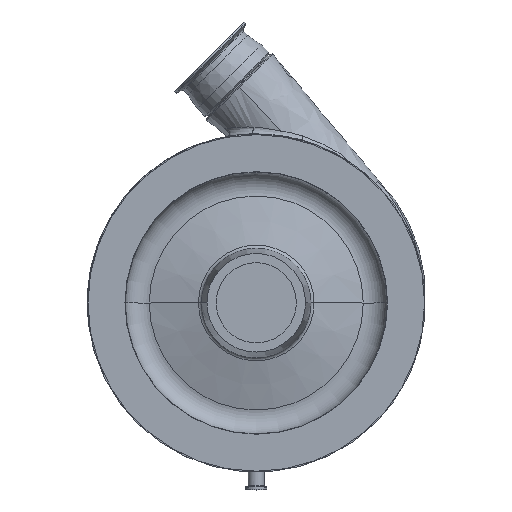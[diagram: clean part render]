
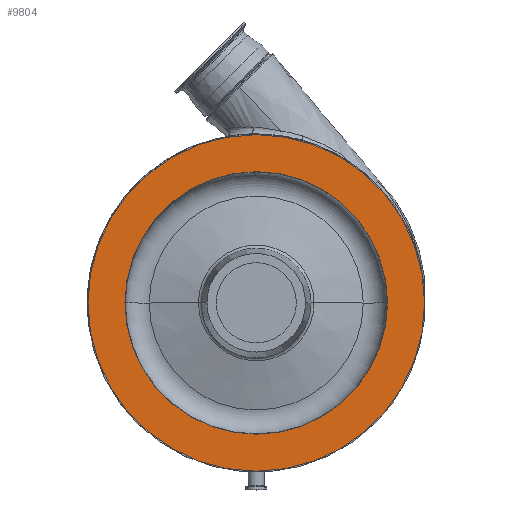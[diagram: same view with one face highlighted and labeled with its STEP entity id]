
A CAD part, top view. The second image highlights one B-rep face of the part: STEP entity #9804.
In plain terms, the highlighted planar face has unit normal (0, 0, 1).
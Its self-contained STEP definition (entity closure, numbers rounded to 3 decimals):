
#261 = CARTESIAN_POINT ( 'NONE',  ( 0., 0., 257. ) ) ;
#268 = DIRECTION ( 'NONE',  ( 0., 0., 1. ) ) ;
#493 = CARTESIAN_POINT ( 'NONE',  ( 0., 0., 257. ) ) ;
#783 = EDGE_CURVE ( 'NONE', #12040, #12525, #8784, .T. ) ;
#1299 = PLANE ( 'NONE',  #10671 ) ;
#1367 = DIRECTION ( 'NONE',  ( 1., 0., 0. ) ) ;
#1908 = EDGE_LOOP ( 'NONE', ( #10071, #10864 ) ) ;
#2077 = VERTEX_POINT ( 'NONE', #9046 ) ;
#2173 = AXIS2_PLACEMENT_3D ( 'NONE', #9284, #12169, #4743 ) ;
#3655 = VERTEX_POINT ( 'NONE', #5111 ) ;
#3663 = AXIS2_PLACEMENT_3D ( 'NONE', #493, #8273, #11027 ) ;
#3677 = ORIENTED_EDGE ( 'NONE', *, *, #783, .T. ) ;
#4328 = CARTESIAN_POINT ( 'NONE',  ( 158.354, 0., 257. ) ) ;
#4743 = DIRECTION ( 'NONE',  ( -1., 0., 0. ) ) ;
#4931 = AXIS2_PLACEMENT_3D ( 'NONE', #261, #8984, #9848 ) ;
#5111 = CARTESIAN_POINT ( 'NONE',  ( 203., 0., 257. ) ) ;
#5430 = CIRCLE ( 'NONE', #12469, 158.354 ) ;
#6004 = FACE_BOUND ( 'NONE', #7789, .T. ) ;
#6587 = EDGE_CURVE ( 'NONE', #3655, #2077, #10453, .T. ) ;
#6643 = CARTESIAN_POINT ( 'NONE',  ( 0., 0., 257. ) ) ;
#6658 = EDGE_CURVE ( 'NONE', #12525, #12040, #5430, .T. ) ;
#7158 = FACE_OUTER_BOUND ( 'NONE', #1908, .T. ) ;
#7789 = EDGE_LOOP ( 'NONE', ( #8813, #3677 ) ) ;
#8184 = CARTESIAN_POINT ( 'NONE',  ( 0., 158.354, 257. ) ) ;
#8273 = DIRECTION ( 'NONE',  ( 0., 0., -1. ) ) ;
#8784 = CIRCLE ( 'NONE', #4931, 158.354 ) ;
#8813 = ORIENTED_EDGE ( 'NONE', *, *, #6658, .T. ) ;
#8884 = CARTESIAN_POINT ( 'NONE',  ( -158.354, 0., 257. ) ) ;
#8935 = CIRCLE ( 'NONE', #3663, 203. ) ;
#8984 = DIRECTION ( 'NONE',  ( 0., 0., -1. ) ) ;
#9046 = CARTESIAN_POINT ( 'NONE',  ( -203., 0., 257. ) ) ;
#9284 = CARTESIAN_POINT ( 'NONE',  ( 0., 0., 257. ) ) ;
#9804 = ADVANCED_FACE ( 'NONE', ( #6004, #7158 ), #1299, .T. ) ;
#9848 = DIRECTION ( 'NONE',  ( -1., 0., 0. ) ) ;
#10071 = ORIENTED_EDGE ( 'NONE', *, *, #12225, .F. ) ;
#10421 = DIRECTION ( 'NONE',  ( -1., 0., 0. ) ) ;
#10453 = CIRCLE ( 'NONE', #2173, 203. ) ;
#10609 = DIRECTION ( 'NONE',  ( 0., 0., -1. ) ) ;
#10671 = AXIS2_PLACEMENT_3D ( 'NONE', #8184, #268, #1367 ) ;
#10864 = ORIENTED_EDGE ( 'NONE', *, *, #6587, .F. ) ;
#11027 = DIRECTION ( 'NONE',  ( -1., 0., 0. ) ) ;
#12040 = VERTEX_POINT ( 'NONE', #4328 ) ;
#12169 = DIRECTION ( 'NONE',  ( 0., 0., -1. ) ) ;
#12225 = EDGE_CURVE ( 'NONE', #2077, #3655, #8935, .T. ) ;
#12469 = AXIS2_PLACEMENT_3D ( 'NONE', #6643, #10609, #10421 ) ;
#12525 = VERTEX_POINT ( 'NONE', #8884 ) ;
